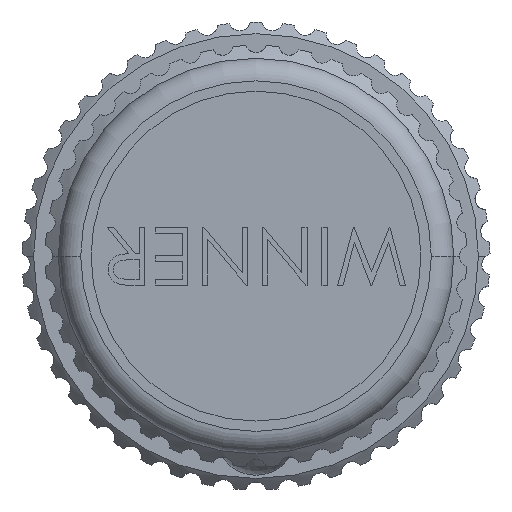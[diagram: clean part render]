
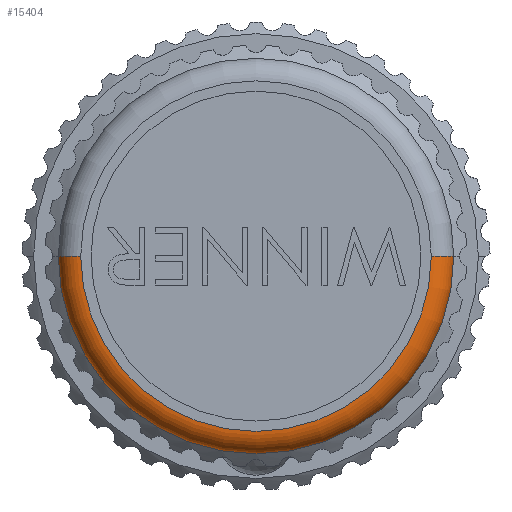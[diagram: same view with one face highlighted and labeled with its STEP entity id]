
A CAD part, left-side view. The second image highlights one B-rep face of the part: STEP entity #15404.
In plain terms, the highlighted toroidal (fillet/blend) face has major radius 12.009 mm and minor radius 1.6 mm.
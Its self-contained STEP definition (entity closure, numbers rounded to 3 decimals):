
#438 = AXIS2_PLACEMENT_3D ( 'NONE', #10916, #13349, #8496 ) ;
#465 = FACE_OUTER_BOUND ( 'NONE', #25883, .T. ) ;
#778 = VERTEX_POINT ( 'NONE', #10581 ) ;
#2606 = VERTEX_POINT ( 'NONE', #20423 ) ;
#2741 = DIRECTION ( 'NONE',  ( 0., 1., 0. ) ) ;
#3411 = AXIS2_PLACEMENT_3D ( 'NONE', #20323, #11507, #9490 ) ;
#3754 = VERTEX_POINT ( 'NONE', #23659 ) ;
#6813 = ORIENTED_EDGE ( 'NONE', *, *, #11084, .T. ) ;
#7837 = DIRECTION ( 'NONE',  ( 0., 1., 0. ) ) ;
#8106 = EDGE_CURVE ( 'NONE', #2606, #3754, #9659, .T. ) ;
#8496 = DIRECTION ( 'NONE',  ( 0., -1., 0. ) ) ;
#9453 = AXIS2_PLACEMENT_3D ( 'NONE', #13291, #14599, #2741 ) ;
#9490 = DIRECTION ( 'NONE',  ( 0., 1., 0. ) ) ;
#9659 = CIRCLE ( 'NONE', #438, 1.6 ) ;
#10140 = CARTESIAN_POINT ( 'NONE',  ( -25.801, 0., 0. ) ) ;
#10581 = CARTESIAN_POINT ( 'NONE',  ( -25.63, -13.6, 0. ) ) ;
#10916 = CARTESIAN_POINT ( 'NONE',  ( -25.801, 12.009, 0. ) ) ;
#11084 = EDGE_CURVE ( 'NONE', #778, #18183, #17170, .T. ) ;
#11234 = CIRCLE ( 'NONE', #22188, 13.6 ) ;
#11507 = DIRECTION ( 'NONE',  ( 0., 0., -1. ) ) ;
#13291 = CARTESIAN_POINT ( 'NONE',  ( -27.4, 0., 0. ) ) ;
#13327 = ORIENTED_EDGE ( 'NONE', *, *, #26334, .F. ) ;
#13349 = DIRECTION ( 'NONE',  ( 0., 0., 1. ) ) ;
#13359 = CIRCLE ( 'NONE', #9453, 12.059 ) ;
#13667 = CARTESIAN_POINT ( 'NONE',  ( -25.63, 0., 0. ) ) ;
#13686 = CARTESIAN_POINT ( 'NONE',  ( -27.4, -12.059, 0. ) ) ;
#14599 = DIRECTION ( 'NONE',  ( -1., 0., 0. ) ) ;
#15404 = ADVANCED_FACE ( 'NONE', ( #465 ), #21554, .T. ) ;
#15756 = EDGE_CURVE ( 'NONE', #2606, #778, #11234, .T. ) ;
#15856 = DIRECTION ( 'NONE',  ( -1., 0., 0. ) ) ;
#17170 = CIRCLE ( 'NONE', #3411, 1.6 ) ;
#17464 = ORIENTED_EDGE ( 'NONE', *, *, #15756, .T. ) ;
#18076 = DIRECTION ( 'NONE',  ( 0., 1., 0. ) ) ;
#18183 = VERTEX_POINT ( 'NONE', #13686 ) ;
#20323 = CARTESIAN_POINT ( 'NONE',  ( -25.801, -12.009, 0. ) ) ;
#20423 = CARTESIAN_POINT ( 'NONE',  ( -25.63, 13.6, 0. ) ) ;
#21221 = AXIS2_PLACEMENT_3D ( 'NONE', #10140, #23349, #7837 ) ;
#21554 = TOROIDAL_SURFACE ( 'NONE', #21221, 12.009, 1.6 ) ;
#22188 = AXIS2_PLACEMENT_3D ( 'NONE', #13667, #15856, #18076 ) ;
#23349 = DIRECTION ( 'NONE',  ( -1., 0., 0. ) ) ;
#23659 = CARTESIAN_POINT ( 'NONE',  ( -27.4, 12.059, 0. ) ) ;
#25844 = ORIENTED_EDGE ( 'NONE', *, *, #8106, .F. ) ;
#25883 = EDGE_LOOP ( 'NONE', ( #17464, #6813, #13327, #25844 ) ) ;
#26334 = EDGE_CURVE ( 'NONE', #3754, #18183, #13359, .T. ) ;
